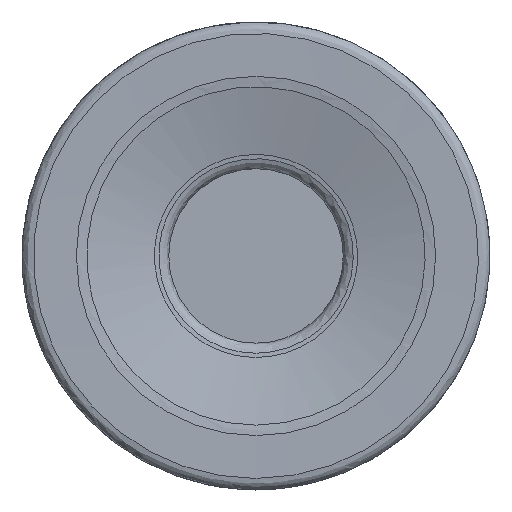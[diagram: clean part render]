
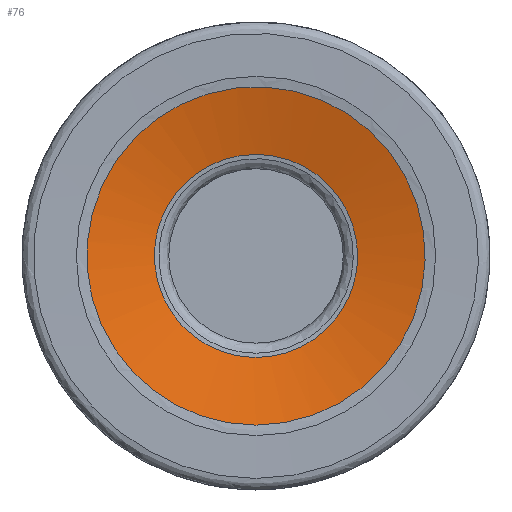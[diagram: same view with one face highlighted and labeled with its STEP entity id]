
A CAD part, front view. The second image highlights one B-rep face of the part: STEP entity #76.
In plain terms, the highlighted face is a revolution surface.
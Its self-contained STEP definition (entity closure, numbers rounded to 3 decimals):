
#68=(
BOUNDED_CURVE()
B_SPLINE_CURVE(3,(#720,#721,#722,#723,#724,#725,#726),.UNSPECIFIED.,.T.,
 .F.)
B_SPLINE_CURVE_WITH_KNOTS((1,3,3,3,1),(-0.5,0.,0.5,1.,1.5),
 .UNSPECIFIED.)
CURVE()
GEOMETRIC_REPRESENTATION_ITEM()
RATIONAL_B_SPLINE_CURVE((1.,0.333,0.333,1.,0.333,
0.333,1.))
REPRESENTATION_ITEM('')
);
#76=ADVANCED_FACE('',(#161,#162),#109,.T.);
#109=SURFACE_OF_REVOLUTION('',#139,#124);
#124=AXIS1_PLACEMENT('',#745,#517);
#139=B_SPLINE_CURVE_WITH_KNOTS('',5,(#728,#729,#730,#731,#732,#733,#734,
#735,#736,#737,#738,#739,#740,#741,#742,#743,#744),.UNSPECIFIED.,.F.,.F.,
(6,1,1,1,1,1,1,1,1,1,1,1,6),(0.,0.103,0.243,0.401,
0.554,0.693,0.797,0.861,0.9,
0.929,0.955,0.981,1.),.UNSPECIFIED.);
#161=FACE_BOUND('',#225,.T.);
#162=FACE_BOUND('',#226,.T.);
#225=EDGE_LOOP('',(#289));
#226=EDGE_LOOP('',(#290));
#289=ORIENTED_EDGE('',*,*,#381,.F.);
#290=ORIENTED_EDGE('',*,*,#380,.T.);
#347=VERTEX_POINT('',#712);
#348=VERTEX_POINT('',#727);
#380=EDGE_CURVE('',#347,#347,#411,.T.);
#381=EDGE_CURVE('',#348,#348,#68,.T.);
#411=CIRCLE('',#454,11.478);
#454=AXIS2_PLACEMENT_3D('',#711,#514,#515);
#514=DIRECTION('',(0.,-1.,0.));
#515=DIRECTION('',(0.,0.,-1.));
#517=DIRECTION('',(0.,-1.,0.));
#711=CARTESIAN_POINT('',(-7.914,-160.818,-1.392));
#712=CARTESIAN_POINT('',(-7.914,-160.818,-12.87));
#720=CARTESIAN_POINT('',(-14.778,-159.68,-1.993));
#721=CARTESIAN_POINT('',(-13.577,-159.68,-15.721));
#722=CARTESIAN_POINT('',(0.151,-159.68,-14.52));
#723=CARTESIAN_POINT('',(-1.05,-159.68,-0.792));
#724=CARTESIAN_POINT('',(-2.251,-159.68,12.936));
#725=CARTESIAN_POINT('',(-15.979,-159.68,11.735));
#726=CARTESIAN_POINT('',(-14.778,-159.68,-1.993));
#727=CARTESIAN_POINT('',(-14.778,-159.68,-1.993));
#728=CARTESIAN_POINT('',(-19.348,-160.818,-2.393));
#729=CARTESIAN_POINT('',(-19.254,-160.794,-2.384));
#730=CARTESIAN_POINT('',(-19.033,-160.736,-2.365));
#731=CARTESIAN_POINT('',(-18.665,-160.648,-2.333));
#732=CARTESIAN_POINT('',(-18.161,-160.515,-2.289));
#733=CARTESIAN_POINT('',(-17.527,-160.358,-2.233));
#734=CARTESIAN_POINT('',(-16.895,-160.194,-2.178));
#735=CARTESIAN_POINT('',(-16.33,-160.051,-2.129));
#736=CARTESIAN_POINT('',(-15.875,-159.933,-2.089));
#737=CARTESIAN_POINT('',(-15.533,-159.845,-2.059));
#738=CARTESIAN_POINT('',(-15.294,-159.782,-2.038));
#739=CARTESIAN_POINT('',(-15.125,-159.746,-2.023));
#740=CARTESIAN_POINT('',(-14.997,-159.719,-2.012));
#741=CARTESIAN_POINT('',(-14.904,-159.702,-2.004));
#742=CARTESIAN_POINT('',(-14.838,-159.69,-1.998));
#743=CARTESIAN_POINT('',(-14.796,-159.683,-1.994));
#744=CARTESIAN_POINT('',(-14.778,-159.68,-1.993));
#745=CARTESIAN_POINT('',(-7.914,34.,-1.392));
